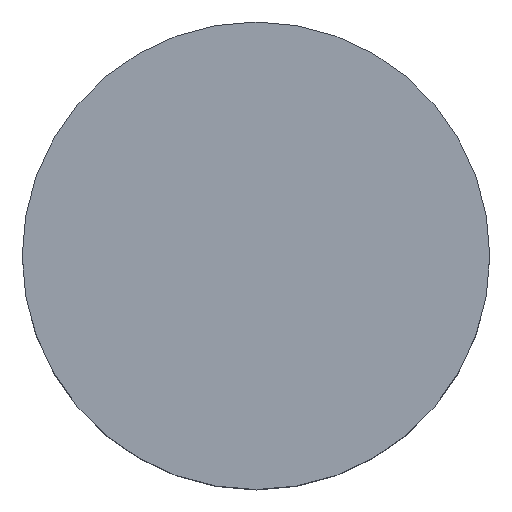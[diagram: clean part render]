
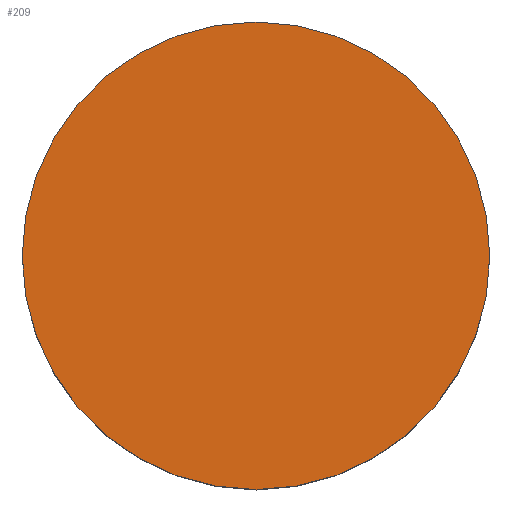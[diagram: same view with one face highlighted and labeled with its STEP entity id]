
A CAD part, top view. The second image highlights one B-rep face of the part: STEP entity #209.
In plain terms, the highlighted planar face has unit normal (0, 0, 1).
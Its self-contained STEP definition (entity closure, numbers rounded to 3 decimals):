
#36=FACE_OUTER_BOUND('',#51,.T.);
#51=EDGE_LOOP('',(#184));
#94=CIRCLE('',#247,8.75);
#110=VERTEX_POINT('',#369);
#134=EDGE_CURVE('',#110,#110,#94,.T.);
#184=ORIENTED_EDGE('',*,*,#134,.T.);
#197=PLANE('',#248);
#209=ADVANCED_FACE('',(#36),#197,.T.);
#247=AXIS2_PLACEMENT_3D('',#370,#308,#309);
#248=AXIS2_PLACEMENT_3D('',#372,#311,#312);
#308=DIRECTION('center_axis',(0.,0.,1.));
#309=DIRECTION('ref_axis',(1.,0.,0.));
#311=DIRECTION('center_axis',(0.,0.,1.));
#312=DIRECTION('ref_axis',(1.,0.,0.));
#369=CARTESIAN_POINT('',(-8.75,0.,7.7));
#370=CARTESIAN_POINT('Origin',(0.,0.,7.7));
#372=CARTESIAN_POINT('Origin',(0.,0.,7.7));
